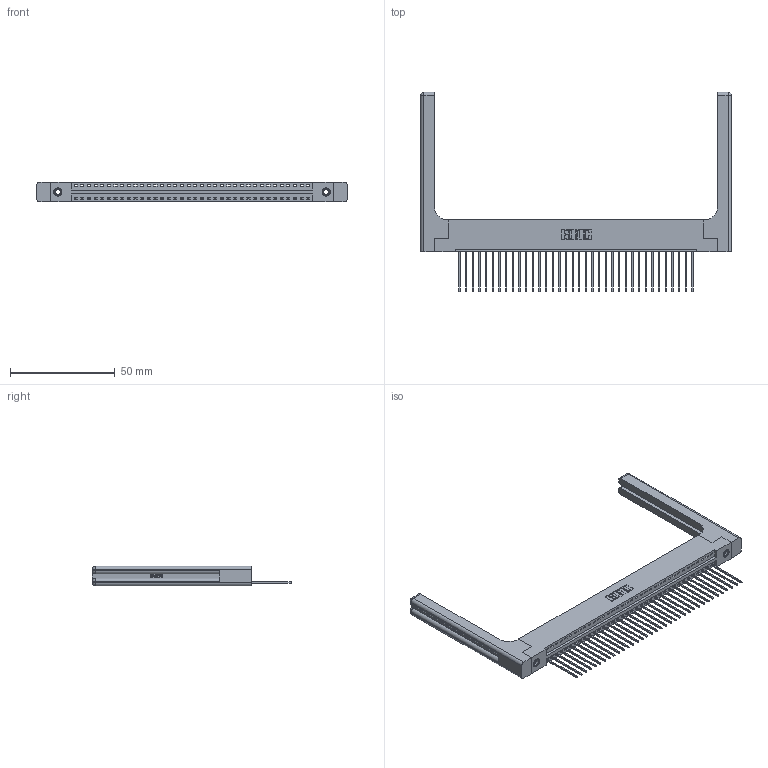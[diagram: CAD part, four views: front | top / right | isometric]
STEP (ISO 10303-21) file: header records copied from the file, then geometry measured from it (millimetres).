
FILE_DESCRIPTION (( 'STEP AP203' ), '1' );
FILE_NAME ('396-036-541-158.STEP', '2019-10-27T17:17:09', ( '' ), ( '' ), 'SwSTEP 2.0', 'SolidWorks 2016', '' );
FILE_SCHEMA (( 'CONFIG_CONTROL_DESIGN' ));
Length unit declared in the file: inch
Products named in the file (5): 346-220-058_345-220-058; 345-292-001_345-293-141; 396-036-541-158; 345-250-001_345-250-001-102; 346 Part_Flush Mounting Lugs - 0.156 Dia-TH
Assembly tree (41 placements, depth 2):
  396-036-541-158
    346 Part_Flush Mounting Lugs - 0.156 Dia-TH
    345-292-001_345-293-141  x36
    345-250-001_345-250-001-102  x2
    346-220-058_345-220-058  x2
Bounding box: 148.36 x 95.25 x 9.4 mm (x, y, z)
Volume: 21797.3 mm3; surface area: 23661.3 mm2
Topology: 41 solids, 41 shells, 2466 faces, 7331 edges, 4818 vertices
Faces by surface type: plane 1664, cylinder 742, bspline 36, cone 12, sphere 8, torus 4
Entity records: 28350 total; most frequent: CARTESIAN_POINT 5841, ORIENTED_EDGE 4608, DIRECTION 4092, EDGE_CURVE 2304, VECTOR 1936, LINE 1936, VERTEX_POINT 1526, AXIS2_PLACEMENT_3D 1078
